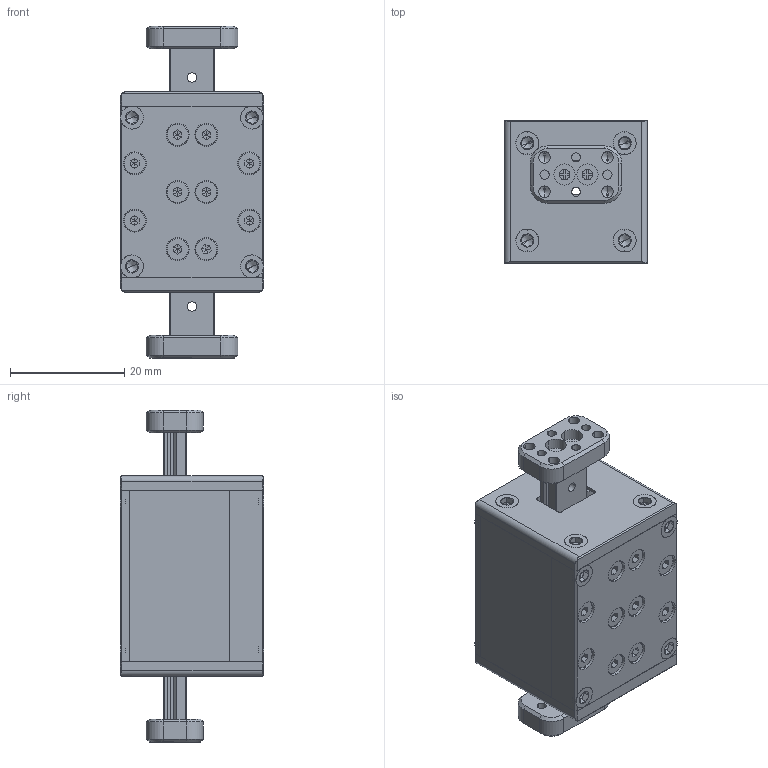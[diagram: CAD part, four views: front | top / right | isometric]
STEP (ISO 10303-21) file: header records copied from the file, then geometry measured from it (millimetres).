
FILE_DESCRIPTION (( 'STEP AP214' ), '1' );
FILE_NAME ('FDU030Pro_渲染.STEP', '2025-06-03T14:38:10', ( '' ), ( '' ), 'SwSTEP 2.0', 'SolidWorks 2020', '' );
FILE_SCHEMA (( 'AUTOMOTIVE_DESIGN' ));
Length unit declared in the file: millimetre
Products named in the file (10): 复件 复件 薄头内六角螺钉M2×6^FDU030Pro_渲染; 主体^FDU030Pro_渲染; 盖子^FDU030Pro_渲染; 盖子4^FDU030Pro_渲染; 复件 复件 VRM1-30^FDU030Pro_渲染; 盖子2^FDU030Pro_渲染; 复件 复件 复件 VRM1-30【中间导轨】^FDU030Pro_渲染; FDU030Pro_渲染; 复件 动子转接^FDU030Pro_渲染; 复件 【钛】沉头内六角螺钉M3×6^FDU030Pro_渲染
Assembly tree (36 placements, depth 2):
  FDU030Pro_渲染
    主体^FDU030Pro_渲染
    复件 复件 VRM1-30^FDU030Pro_渲染  x2
    复件 复件 复件 VRM1-30【中间导轨】^FDU030Pro_渲染
    复件 复件 薄头内六角螺钉M2×6^FDU030Pro_渲染  x10
    盖子^FDU030Pro_渲染
    盖子2^FDU030Pro_渲染
    盖子4^FDU030Pro_渲染  x2
    复件 动子转接^FDU030Pro_渲染  x2
    复件 【钛】沉头内六角螺钉M3×6^FDU030Pro_渲染  x16
Bounding box: 25 x 25 x 58 mm (x, y, z)
Volume: 13463.6 mm3; surface area: 18217.9 mm2
Topology: 52 solids, 52 shells, 1585 faces, 3826 edges, 2320 vertices
Faces by surface type: plane 641, cylinder 436, cone 356, torus 152
Entity records: 22245 total; most frequent: CARTESIAN_POINT 3778, DIRECTION 3667, ORIENTED_EDGE 3366, EDGE_CURVE 1683, AXIS2_PLACEMENT_3D 1333, VERTEX_POINT 1062, VECTOR 1001, LINE 1001
